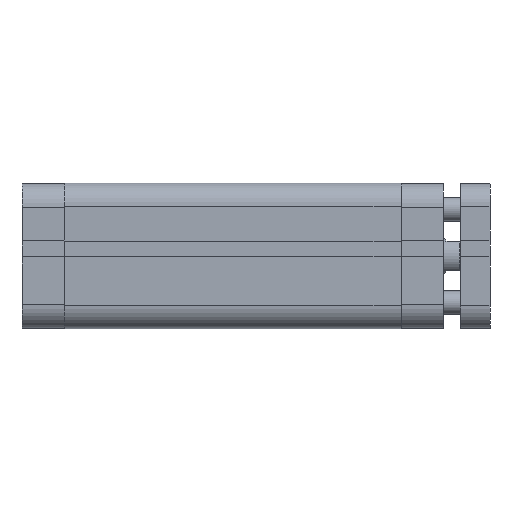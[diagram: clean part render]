
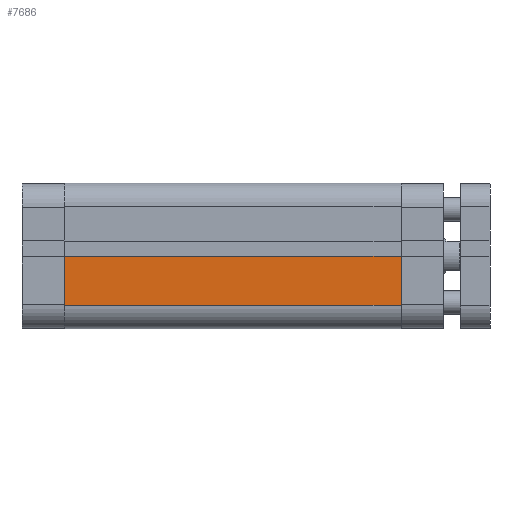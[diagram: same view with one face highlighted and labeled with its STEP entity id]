
A CAD part, top view. The second image highlights one B-rep face of the part: STEP entity #7686.
In plain terms, the highlighted face is planar.
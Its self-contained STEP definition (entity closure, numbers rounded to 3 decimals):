
#878 = CARTESIAN_POINT ( 'NONE',  ( 17., -25., 115.5 ) ) ;
#882 = CARTESIAN_POINT ( 'NONE',  ( 0.1, -25., 115.5 ) ) ;
#886 = CARTESIAN_POINT ( 'NONE',  ( 17., -25., 0. ) ) ;
#887 = CARTESIAN_POINT ( 'NONE',  ( 0.1, -25., 0. ) ) ;
#2067 = PLANE ( 'NONE',  #8314 ) ;
#2070 = CARTESIAN_POINT ( 'NONE',  ( 0., -25., 115.5 ) ) ;
#2075 = DIRECTION ( 'NONE',  ( 0., 1., 0. ) ) ;
#2076 = DIRECTION ( 'NONE',  ( -1., 0., 0. ) ) ;
#3087 = EDGE_LOOP ( 'NONE', ( #6483, #6484, #6485, #6486 ) ) ;
#4134 = VERTEX_POINT ( 'NONE', #878 ) ;
#4137 = VERTEX_POINT ( 'NONE', #886 ) ;
#4139 = VERTEX_POINT ( 'NONE', #882 ) ;
#4140 = VERTEX_POINT ( 'NONE', #887 ) ;
#5136 = FACE_OUTER_BOUND ( 'NONE', #3087, .T. ) ;
#5531 = VECTOR ( 'NONE', #5998, 1000. ) ;
#5535 = LINE ( 'NONE', #5997, #5531 ) ;
#5537 = LINE ( 'NONE', #5999, #5553 ) ;
#5540 = LINE ( 'NONE', #5989, #5541 ) ;
#5541 = VECTOR ( 'NONE', #5990, 1000. ) ;
#5546 = LINE ( 'NONE', #6003, #5555 ) ;
#5553 = VECTOR ( 'NONE', #6005, 1000. ) ;
#5555 = VECTOR ( 'NONE', #6007, 1000. ) ;
#5989 = CARTESIAN_POINT ( 'NONE',  ( 0., -25., 115.5 ) ) ;
#5990 = DIRECTION ( 'NONE',  ( 1., 0., 0. ) ) ;
#5997 = CARTESIAN_POINT ( 'NONE',  ( 0.1, -25., 115.5 ) ) ;
#5998 = DIRECTION ( 'NONE',  ( 0., 0., -1. ) ) ;
#5999 = CARTESIAN_POINT ( 'NONE',  ( 17., -25., 115.5 ) ) ;
#6003 = CARTESIAN_POINT ( 'NONE',  ( 0., -25., 0. ) ) ;
#6005 = DIRECTION ( 'NONE',  ( 0., 0., -1. ) ) ;
#6007 = DIRECTION ( 'NONE',  ( 1., 0., 0. ) ) ;
#6483 = ORIENTED_EDGE ( 'NONE', *, *, #7910, .T. ) ;
#6484 = ORIENTED_EDGE ( 'NONE', *, *, #7909, .F. ) ;
#6485 = ORIENTED_EDGE ( 'NONE', *, *, #7902, .F. ) ;
#6486 = ORIENTED_EDGE ( 'NONE', *, *, #7906, .T. ) ;
#7686 = ADVANCED_FACE ( 'NONE', ( #5136 ), #2067, .F. ) ;
#7902 = EDGE_CURVE ( 'NONE', #4139, #4134, #5540, .T. ) ;
#7906 = EDGE_CURVE ( 'NONE', #4139, #4140, #5535, .T. ) ;
#7909 = EDGE_CURVE ( 'NONE', #4134, #4137, #5537, .T. ) ;
#7910 = EDGE_CURVE ( 'NONE', #4140, #4137, #5546, .T. ) ;
#8314 = AXIS2_PLACEMENT_3D ( 'NONE', #2070, #2075, #2076 ) ;
